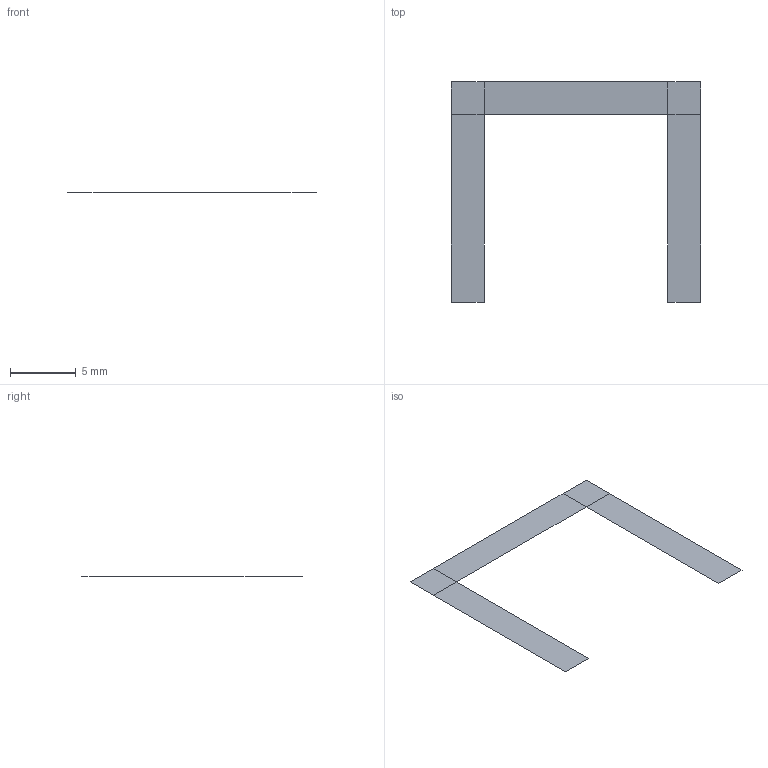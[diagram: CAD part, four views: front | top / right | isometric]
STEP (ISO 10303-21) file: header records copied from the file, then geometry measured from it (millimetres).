
FILE_DESCRIPTION(('Open CASCADE Model'),'2;1');
FILE_NAME('Open CASCADE Shape Model','2012-07-18T18:55:25',('Author'),( 'Open CASCADE'),'Open CASCADE STEP processor 6.3','Open CASCADE 6.3' ,'Unknown');
FILE_SCHEMA(('AUTOMOTIVE_DESIGN_CC2 { 1 2 10303 214 -1 1 5 4 }'));
Length unit declared in the file: millimetre
Products named in the file (46): Open CASCADE STEP translator 6.3 1; Open CASCADE STEP translator 6.3 1.1; Open CASCADE STEP translator 6.3 1.2; Open CASCADE STEP translator 6.3 1.3; Open CASCADE STEP translator 6.3 1.4; Open CASCADE STEP translator 6.3 1.5; Open CASCADE STEP translator 6.3 1.6; Open CASCADE STEP translator 6.3 1.7; Open CASCADE STEP translator 6.3 1.8; Open CASCADE STEP translator 6.3 1.9; Open CASCADE STEP translator 6.3 1.10; Open CASCADE STEP translator 6.3 1.11; Open CASCADE STEP translator 6.3 1.12; Open CASCADE STEP translator 6.3 1.13; Open CASCADE STEP translator 6.3 1.14; Open CASCADE STEP translator 6.3 1.15; Open CASCADE STEP translator 6.3 1.16; Open CASCADE STEP translator 6.3 1.17; Open CASCADE STEP translator 6.3 1.18; Open CASCADE STEP translator 6.3 1.19; Open CASCADE STEP translator 6.3 1.20; Open CASCADE STEP translator 6.3 1.21; Open CASCADE STEP translator 6.3 1.22; Open CASCADE STEP translator 6.3 1.23; Open CASCADE STEP translator 6.3 1.24; Open CASCADE STEP translator 6.3 1.25; Open CASCADE STEP translator 6.3 1.26; Open CASCADE STEP translator 6.3 1.27; Open CASCADE STEP translator 6.3 1.28; Open CASCADE STEP translator 6.3 1.29; Open CASCADE STEP translator 6.3 1.30; Open CASCADE STEP translator 6.3 1.31; Open CASCADE STEP translator 6.3 1.32; Open CASCADE STEP translator 6.3 1.33; Open CASCADE STEP translator 6.3 1.34; Open CASCADE STEP translator 6.3 1.35; Open CASCADE STEP translator 6.3 1.36; Open CASCADE STEP translator 6.3 1.37; Open CASCADE STEP translator 6.3 1.38; Open CASCADE STEP translator 6.3 1.39 ...
Assembly tree (45 placements, depth 2):
  Open CASCADE STEP translator 6.3 1
    Open CASCADE STEP translator 6.3 1.1
    Open CASCADE STEP translator 6.3 1.2
    Open CASCADE STEP translator 6.3 1.3
    Open CASCADE STEP translator 6.3 1.4
    Open CASCADE STEP translator 6.3 1.5
    Open CASCADE STEP translator 6.3 1.6
    Open CASCADE STEP translator 6.3 1.7
    Open CASCADE STEP translator 6.3 1.8
    Open CASCADE STEP translator 6.3 1.9
    Open CASCADE STEP translator 6.3 1.10
    Open CASCADE STEP translator 6.3 1.11
    Open CASCADE STEP translator 6.3 1.12
    Open CASCADE STEP translator 6.3 1.13
    Open CASCADE STEP translator 6.3 1.14
    Open CASCADE STEP translator 6.3 1.15
    Open CASCADE STEP translator 6.3 1.16
    Open CASCADE STEP translator 6.3 1.17
    Open CASCADE STEP translator 6.3 1.18
    Open CASCADE STEP translator 6.3 1.19
    Open CASCADE STEP translator 6.3 1.20
    Open CASCADE STEP translator 6.3 1.21
    Open CASCADE STEP translator 6.3 1.22
    Open CASCADE STEP translator 6.3 1.23
    Open CASCADE STEP translator 6.3 1.24
    Open CASCADE STEP translator 6.3 1.25
    Open CASCADE STEP translator 6.3 1.26
    Open CASCADE STEP translator 6.3 1.27
    Open CASCADE STEP translator 6.3 1.28
    Open CASCADE STEP translator 6.3 1.29
    Open CASCADE STEP translator 6.3 1.30
    Open CASCADE STEP translator 6.3 1.31
    Open CASCADE STEP translator 6.3 1.32
    Open CASCADE STEP translator 6.3 1.33
    Open CASCADE STEP translator 6.3 1.34
    Open CASCADE STEP translator 6.3 1.35
    Open CASCADE STEP translator 6.3 1.36
    Open CASCADE STEP translator 6.3 1.37
    Open CASCADE STEP translator 6.3 1.38
    Open CASCADE STEP translator 6.3 1.39
    Open CASCADE STEP translator 6.3 1.40
    Open CASCADE STEP translator 6.3 1.41
    Open CASCADE STEP translator 6.3 1.42
    Open CASCADE STEP translator 6.3 1.43
    Open CASCADE STEP translator 6.3 1.44
    Open CASCADE STEP translator 6.3 1.45
Bounding box: 19 x 16.8 x 0 mm (x, y, z)
Surface area: 119 mm2 (no closed solid volume)
Topology: 0 solids, 5 shells, 5 faces, 59 edges, 137 vertices
Faces by surface type: plane 5
Entity records: 1449 total; most frequent: CARTESIAN_POINT 346, DIRECTION 102, PRODUCT_DEFINITION_SHAPE 91, B_SPLINE_CURVE_WITH_KNOTS 79, AXIS2_PLACEMENT_3D 51, SHAPE_DEFINITION_REPRESENTATION 46, PRODUCT_DEFINITION 46, PRODUCT_DEFINITION_FORMATION 46
